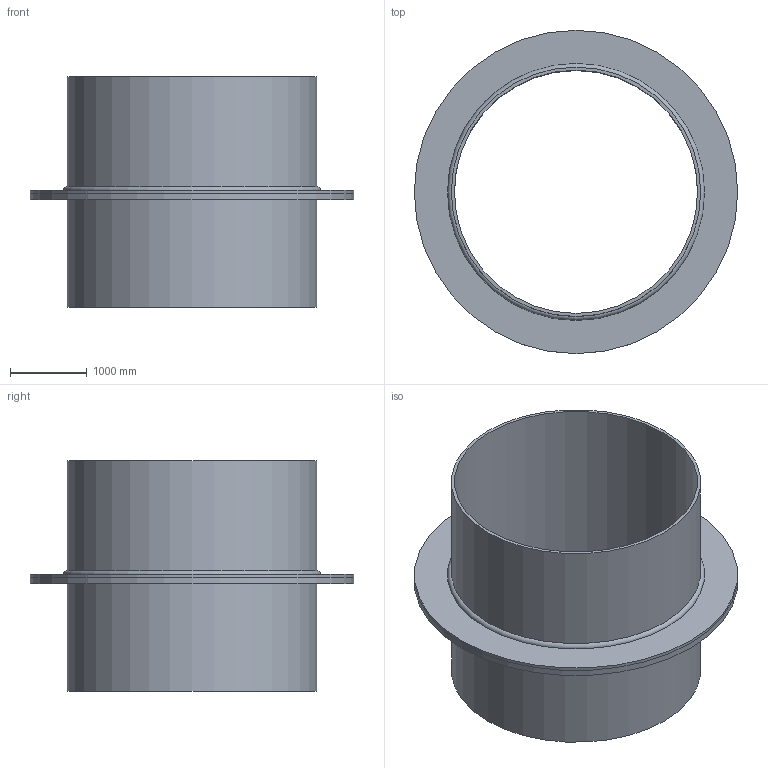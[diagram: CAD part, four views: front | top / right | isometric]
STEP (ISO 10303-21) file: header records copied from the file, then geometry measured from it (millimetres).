
FILE_DESCRIPTION(/* description */ (''),/* implementation_level */ '2;1');
FILE_NAME(/* name */ '08266.300X_3D.stp',/* time_stamp */ '2024-12-11T14:20:40+01:00',/* author */ ('CAD'),/* organization */ (''),/* preprocessor_version */ 'ST-DEVELOPER v20',/* originating_system */ 'AutoCAD Mechanical',/* authorisation */ '');
FILE_SCHEMA (('AUTOMOTIVE_DESIGN { 1 0 10303 214 3 1 1 }'));
Length unit declared in the file: centimetre
Products named in the file (2): Product; *S0
Assembly tree (1 placements, depth 2):
  Product
    *S0
Bounding box: 4200 x 4200 x 3000 mm (x, y, z)
Volume: 1880984917.4 mm3; surface area: 87585122.8 mm2
Topology: 4 solids, 4 shells, 15 faces, 24 edges, 16 vertices
Faces by surface type: cylinder 7, plane 7, torus 1
Full cylindrical faces by diameter (mm): 3159 x1, 3239 x2, 3270 x2, 4200 x2
Entity records: 419 total; most frequent: DIRECTION 77, CARTESIAN_POINT 58, ORIENTED_EDGE 48, AXIS2_PLACEMENT_3D 35, EDGE_CURVE 24, EDGE_LOOP 22, CIRCLE 17, VERTEX_POINT 16
